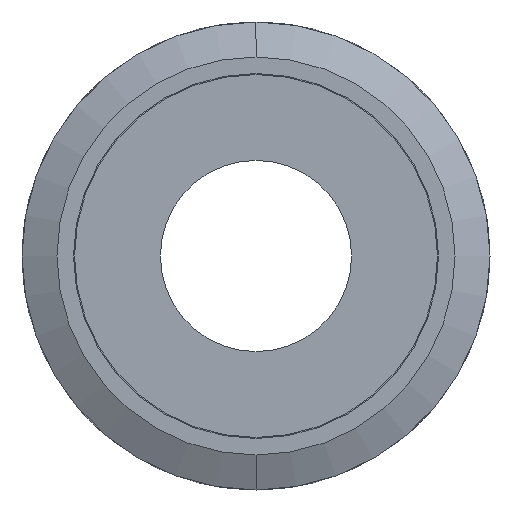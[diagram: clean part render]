
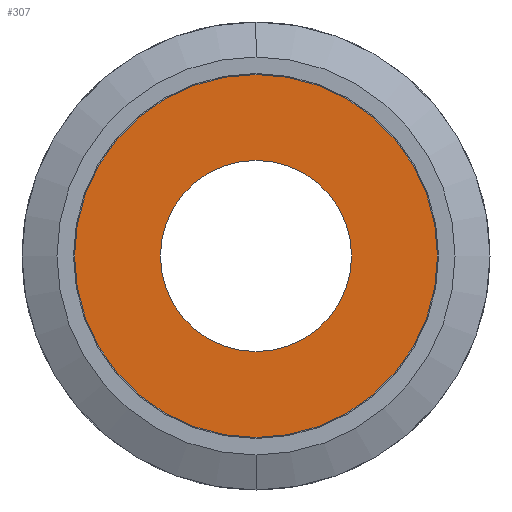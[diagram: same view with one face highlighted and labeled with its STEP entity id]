
A CAD part, front view. The second image highlights one B-rep face of the part: STEP entity #307.
In plain terms, the highlighted planar face has unit normal (0, -1, 0).
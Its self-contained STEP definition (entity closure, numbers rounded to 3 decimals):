
#307=ADVANCED_FACE('',(#684,#685),#686,.T.);
#684=FACE_OUTER_BOUND('',#1137,.T.);
#685=FACE_BOUND('',#1138,.T.);
#686=PLANE('',#1139);
#1137=EDGE_LOOP('',(#1936,#1937));
#1138=EDGE_LOOP('',(#1938,#1939));
#1139=AXIS2_PLACEMENT_3D('',#1940,#1941,#1942);
#1936=ORIENTED_EDGE('',*,*,#2721,.F.);
#1937=ORIENTED_EDGE('',*,*,#2919,.F.);
#1938=ORIENTED_EDGE('',*,*,#2713,.T.);
#1939=ORIENTED_EDGE('',*,*,#2922,.T.);
#1940=CARTESIAN_POINT('',(0.0,0.,17.025));
#1941=DIRECTION('',(0.0,-1.0,0.0));
#1942=DIRECTION('',(0.0,0.0,-1.0));
#2713=EDGE_CURVE('',#3231,#3235,#3237,.T.);
#2721=EDGE_CURVE('',#3248,#3251,#3252,.T.);
#2919=EDGE_CURVE('',#3251,#3248,#3527,.T.);
#2922=EDGE_CURVE('',#3235,#3231,#3530,.T.);
#3231=VERTEX_POINT('',#3987);
#3235=VERTEX_POINT('',#3992);
#3237=CIRCLE('',#3995,11.75);
#3248=VERTEX_POINT('',#4008);
#3251=VERTEX_POINT('',#4012);
#3252=CIRCLE('',#4013,22.3);
#3527=CIRCLE('',#4489,22.3);
#3530=CIRCLE('',#4492,11.75);
#3987=CARTESIAN_POINT('',(0.0,0.0,11.75));
#3992=CARTESIAN_POINT('',(0.,0.0,-11.75));
#3995=AXIS2_PLACEMENT_3D('',#5348,#5349,#5350);
#4008=CARTESIAN_POINT('',(0.0,0.,22.3));
#4012=CARTESIAN_POINT('',(0.,0.,-22.3));
#4013=AXIS2_PLACEMENT_3D('',#5360,#5361,#5362);
#4489=AXIS2_PLACEMENT_3D('',#5615,#5616,#5617);
#4492=AXIS2_PLACEMENT_3D('',#5618,#5619,#5620);
#5348=CARTESIAN_POINT('',(0.0,0.0,0.0));
#5349=DIRECTION('',(0.0,1.0,0.0));
#5350=DIRECTION('',(0.0,0.0,1.0));
#5360=CARTESIAN_POINT('',(0.0,0.,0.0));
#5361=DIRECTION('',(0.0,1.0,0.0));
#5362=DIRECTION('',(0.0,0.0,1.0));
#5615=CARTESIAN_POINT('',(0.0,0.,0.0));
#5616=DIRECTION('',(0.0,1.0,0.0));
#5617=DIRECTION('',(0.0,0.0,1.0));
#5618=CARTESIAN_POINT('',(0.0,0.0,0.0));
#5619=DIRECTION('',(0.0,1.0,0.0));
#5620=DIRECTION('',(0.0,0.0,1.0));
